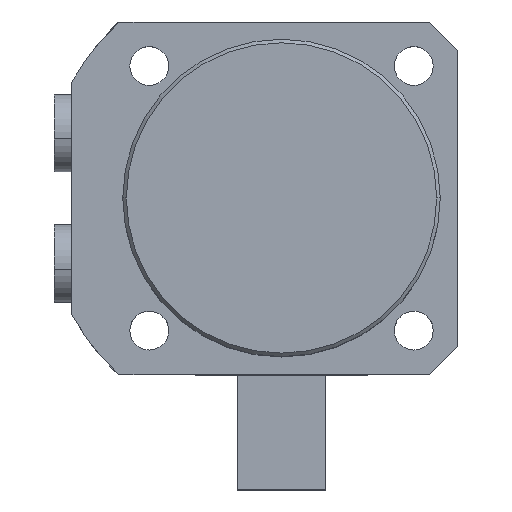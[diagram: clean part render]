
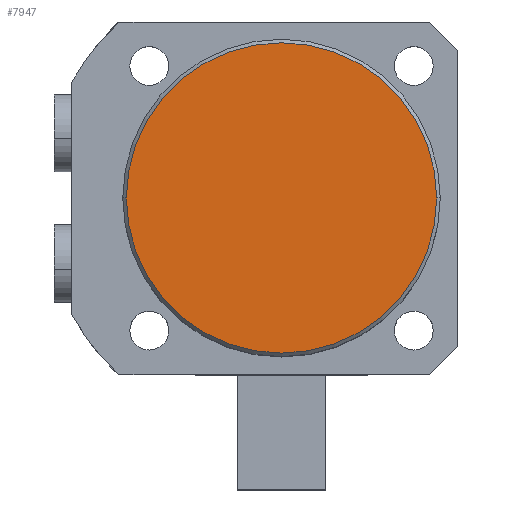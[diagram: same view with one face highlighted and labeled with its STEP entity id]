
A CAD part, top view. The second image highlights one B-rep face of the part: STEP entity #7947.
In plain terms, the highlighted planar face has unit normal (0, 0, 1).
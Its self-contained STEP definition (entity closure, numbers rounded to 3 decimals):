
#1501 = FACE_OUTER_BOUND ( 'NONE', #5461, .T. ) ;
#2784 = CIRCLE ( 'NONE', #7071, 44. ) ;
#2902 = CARTESIAN_POINT ( 'NONE',  ( 44., 0., 81. ) ) ;
#2906 = EDGE_CURVE ( 'NONE', #6351, #3227, #2784, .T. ) ;
#3227 = VERTEX_POINT ( 'NONE', #2902 ) ;
#3228 = AXIS2_PLACEMENT_3D ( 'NONE', #8570, #8559, #8549 ) ;
#3307 = CARTESIAN_POINT ( 'NONE',  ( -44., 0., 81. ) ) ;
#4166 = ORIENTED_EDGE ( 'NONE', *, *, #4673, .T. ) ;
#4488 = DIRECTION ( 'NONE',  ( 1., 0., 0. ) ) ;
#4503 = DIRECTION ( 'NONE',  ( 0., 0., 1. ) ) ;
#4518 = PLANE ( 'NONE',  #7231 ) ;
#4612 = CARTESIAN_POINT ( 'NONE',  ( 0., 0., 81. ) ) ;
#4673 = EDGE_CURVE ( 'NONE', #3227, #6351, #6839, .T. ) ;
#5461 = EDGE_LOOP ( 'NONE', ( #5580, #4166 ) ) ;
#5580 = ORIENTED_EDGE ( 'NONE', *, *, #2906, .T. ) ;
#6351 = VERTEX_POINT ( 'NONE', #3307 ) ;
#6839 = CIRCLE ( 'NONE', #3228, 44. ) ;
#7071 = AXIS2_PLACEMENT_3D ( 'NONE', #8651, #8631, #8618 ) ;
#7231 = AXIS2_PLACEMENT_3D ( 'NONE', #4612, #4503, #4488 ) ;
#7947 = ADVANCED_FACE ( 'NONE', ( #1501 ), #4518, .T. ) ;
#8549 = DIRECTION ( 'NONE',  ( 1., 0., 0. ) ) ;
#8559 = DIRECTION ( 'NONE',  ( 0., 0., 1. ) ) ;
#8570 = CARTESIAN_POINT ( 'NONE',  ( 0., 0., 81. ) ) ;
#8618 = DIRECTION ( 'NONE',  ( 1., 0., 0. ) ) ;
#8631 = DIRECTION ( 'NONE',  ( 0., 0., 1. ) ) ;
#8651 = CARTESIAN_POINT ( 'NONE',  ( 0., 0., 81. ) ) ;
